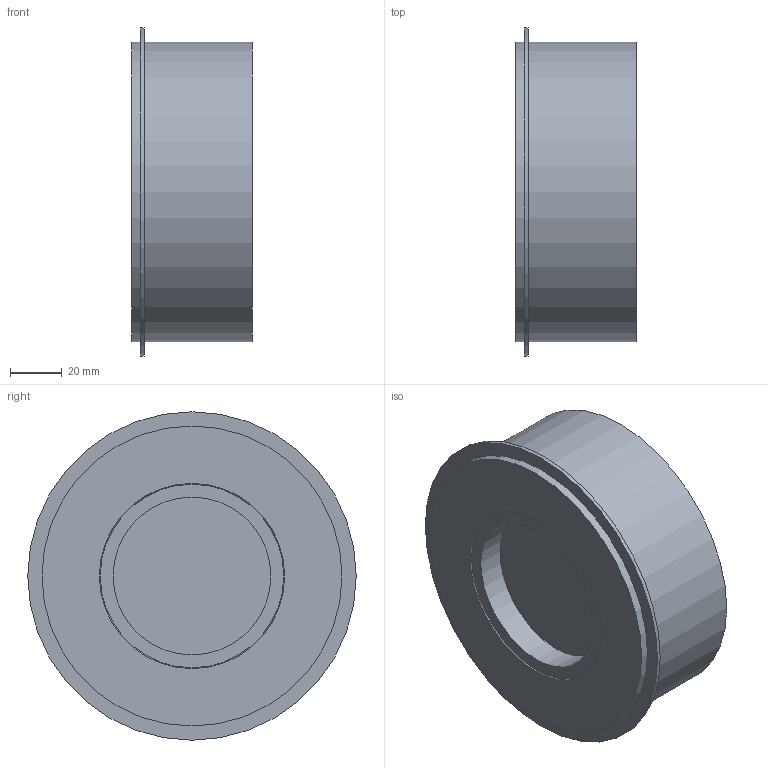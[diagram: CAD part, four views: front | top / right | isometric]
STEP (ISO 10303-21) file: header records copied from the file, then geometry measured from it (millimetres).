
FILE_DESCRIPTION((''),'2;1');
FILE_NAME('98200019.stp','2008-04-07T11:51:28',('frese'),(''),'Autodesk Inventor 2008','Autodesk Inventor 2008','');
FILE_SCHEMA(('AUTOMOTIVE_DESIGN { 1 0 10303 214 1 1 1 1 }'));
Length unit declared in the file: millimetre
Products named in the file (1): 98200019
Bounding box: 46.5 x 127 x 127 mm (x, y, z)
Volume: 293998.5 mm3; surface area: 60127.5 mm2
Topology: 1 solids, 1 shells, 76 faces, 181 edges, 115 vertices
Faces by surface type: plane 49, cylinder 22, cone 4, bspline 1
Full cylindrical faces by diameter (mm): 4.9 x3, 5.3 x3, 7 x3, 61 x1, 70.2 x1, 83 x1, 114.5 x1, 116 x2, 127 x1
Entity records: 2235 total; most frequent: CARTESIAN_POINT 389, DIRECTION 384, ORIENTED_EDGE 316, EDGE_CURVE 158, AXIS2_PLACEMENT_3D 150, EDGE_LOOP 111, VERTEX_POINT 110, VECTOR 84
